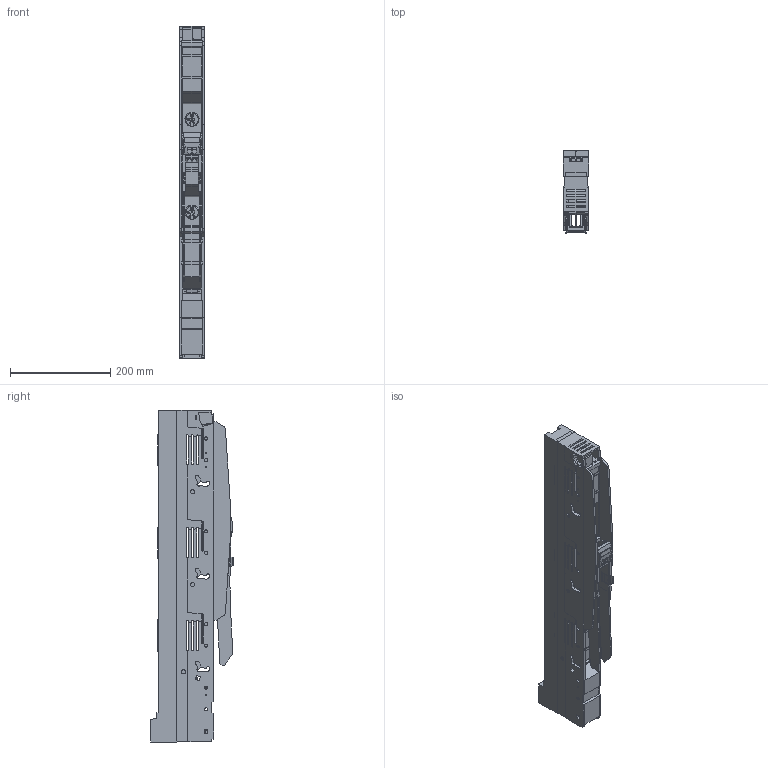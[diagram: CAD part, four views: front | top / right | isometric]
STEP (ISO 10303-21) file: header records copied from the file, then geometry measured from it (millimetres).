
FILE_DESCRIPTION(('CATIA V5 STEP'),'2;1');
FILE_NAME('L0671_NH_Sicherungslastschaltleiste_SL00_3x3_185_P0095.stp','2018-12-11T10:00:04+00:00',('none'),('Jean Müller GmbH'),'CATIA Version 5 Release 19 SP 9 (IN-10)','CATIA V5 STEP AP214','none');
FILE_SCHEMA(('AUTOMOTIVE_DESIGN { 1 0 10303 214 1 1 1 1 }'));
Products named in the file (1): L0671_NH-Sicherungslastschaltleiste SL00-3x3/185/P0095
Bounding box: 50 x 164.58 x 662.05 mm (x, y, z)
Volume: 1848763.4 mm3; surface area: 586101.8 mm2
Topology: 18 solids, 21 shells, 2896 faces, 8313 edges, 5382 vertices
Faces by surface type: plane 1716, cylinder 770, bspline 196, cone 176, sphere 30, torus 8
Entity records: 102260 total; most frequent: CARTESIAN_POINT 32541, ORIENTED_EDGE 16514, DIRECTION 10929, EDGE_CURVE 8257, VECTOR 5541, LINE 5541, VERTEX_POINT 5382, AXIS2_PLACEMENT_3D 3343
